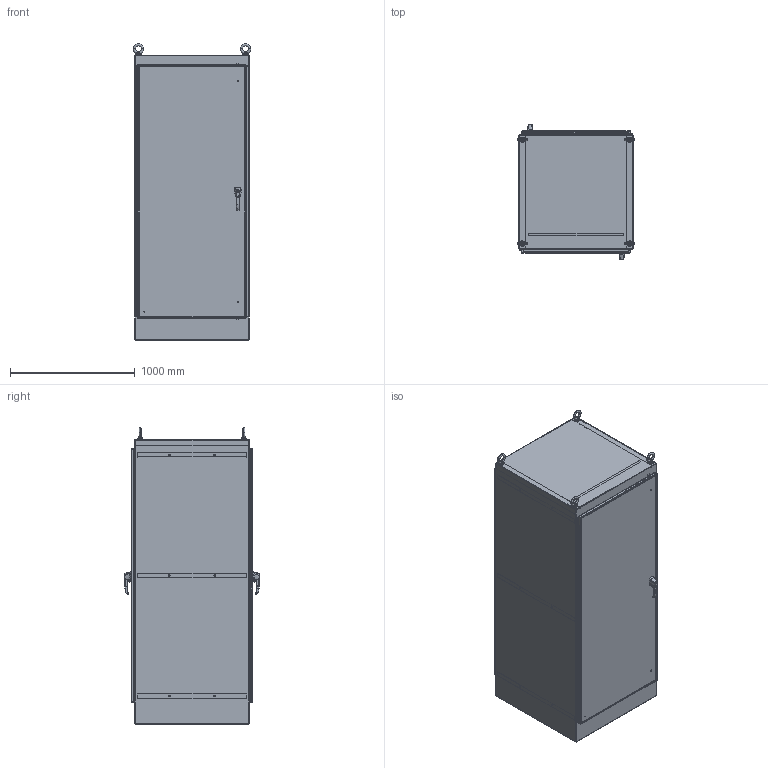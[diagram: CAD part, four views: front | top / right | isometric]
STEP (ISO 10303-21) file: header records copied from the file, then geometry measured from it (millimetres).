
FILE_DESCRIPTION (( 'STEP AP203' ), '1' );
FILE_NAME ('1418YYD36_Default.step', '2019-11-03T00:47:53', ( '' ), ( '' ), 'SwSTEP 2.0', 'SolidWorks 2019', '' );
FILE_SCHEMA (( 'CONFIG_CONTROL_DESIGN' ));
Products named in the file (1): 1418YYD36_Default
Bounding box: 942.81 x 1083.67 x 2380.31 mm (x, y, z)
Volume: 29816384.4 mm3; surface area: 24788677.4 mm2
Topology: 93 solids, 95 shells, 4979 faces, 13597 edges, 8818 vertices
Faces by surface type: cylinder 2577, plane 2076, cone 156, bspline 138, torus 32
Entity records: 183604 total; most frequent: CARTESIAN_POINT 54729, DIRECTION 27587, ORIENTED_EDGE 27138, EDGE_CURVE 13569, AXIS2_PLACEMENT_3D 10064, VERTEX_POINT 8818, LINE 7459, VECTOR 7459
